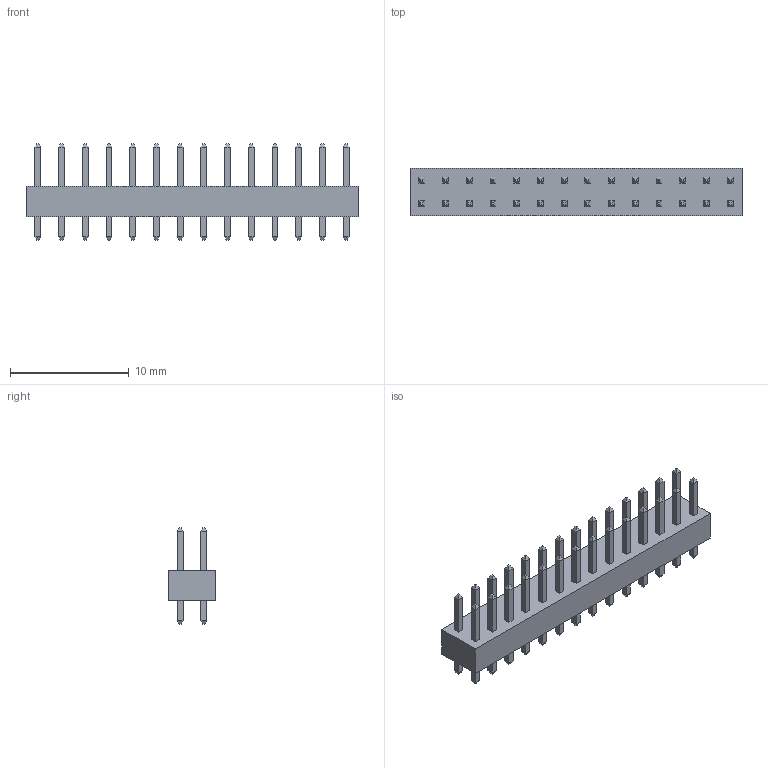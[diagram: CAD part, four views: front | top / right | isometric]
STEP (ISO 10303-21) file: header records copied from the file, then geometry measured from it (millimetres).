
FILE_DESCRIPTION (( 'STEP AP214' ), '1' );
FILE_NAME ( 'HDRV28W50P200_14X2_2800X400H615.STEP', '2022-06-19T11:52:38', ( '' ), ( '' ), '', '©2017 PCB Libraries, Inc.', '' );
FILE_SCHEMA (( 'AUTOMOTIVE_DESIGN' ));
Length unit declared in the file: millimetre
Products named in the file (1): HDRV28W50P200_14X2_2800X400H615
Bounding box: 28 x 4 x 8.15 mm (x, y, z)
Volume: 321.5 mm3; surface area: 707.8 mm2
Topology: 57 solids, 57 shells, 566 faces, 1132 edges, 680 vertices
Faces by surface type: plane 566
Entity records: 15851 total; most frequent: CARTESIAN_POINT 2379, DIRECTION 2266, ORIENTED_EDGE 2264, VECTOR 1132, LINE 1132, EDGE_CURVE 1132, VERTEX_POINT 680, STYLED_ITEM 624
